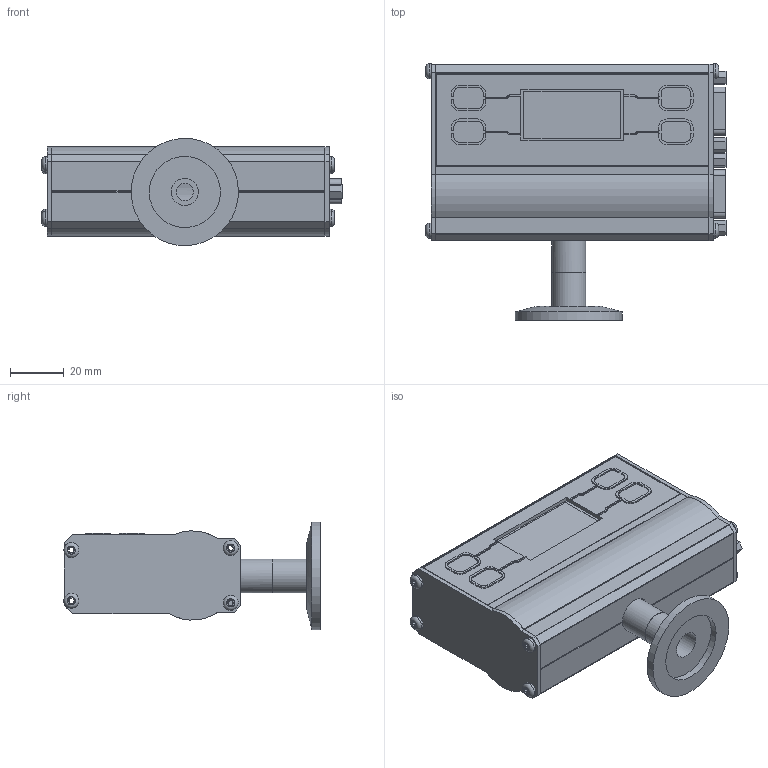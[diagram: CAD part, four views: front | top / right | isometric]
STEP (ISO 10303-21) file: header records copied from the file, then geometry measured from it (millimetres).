
FILE_DESCRIPTION (( 'STEP AP214' ), '1' );
FILE_NAME ('3PE5-016-B7F5 PGE500 Pirani Gauge Enhanced - NW25.STEP', '2016-10-05T21:52:12', ( '' ), ( '' ), 'SwSTEP 2.0', 'SolidWorks 2013', '' );
FILE_SCHEMA (( 'AUTOMOTIVE_DESIGN' ));
Length unit declared in the file: inch
Products named in the file (1): 3PE5-016-B7F5 PGE500 Pirani Gauge Enhanced - NW25
Bounding box: 111.51 x 95.25 x 39.86 mm (x, y, z)
Surface area: 41052.9 mm2 (no closed solid volume)
Topology: 0 solids, 29 shells, 546 faces, 1651 edges, 1134 vertices
Faces by surface type: plane 271, cylinder 242, torus 32, cone 1
Full cylindrical faces by diameter (mm): 0.75 x15, 0.965 x9, 2.54 x4, 2.794 x1, 5.588 x8, 10.084 x1, 12.573 x2, 26.416 x1, 29.083 x1, 39.878 x1
Entity records: 25317 total; most frequent: CARTESIAN_POINT 3392, DIRECTION 3309, ORIENTED_EDGE 2674, EDGE_CURVE 1552, AXIS2_PLACEMENT_3D 1223, VERTEX_POINT 1111, LINE 863, VECTOR 863
